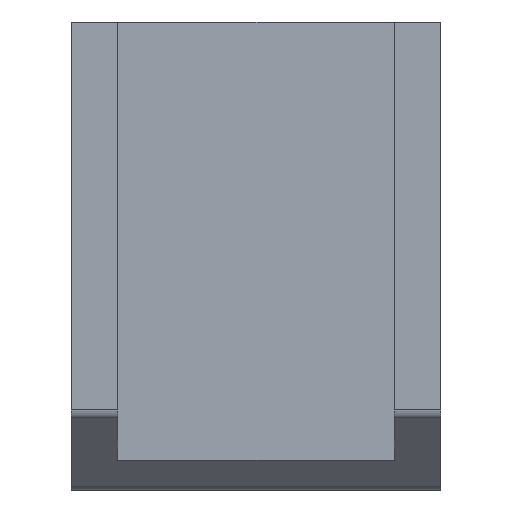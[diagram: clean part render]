
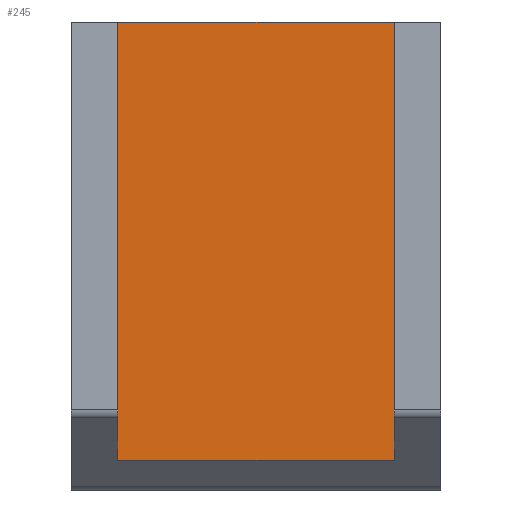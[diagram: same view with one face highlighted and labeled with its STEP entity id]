
A CAD part, front view. The second image highlights one B-rep face of the part: STEP entity #245.
In plain terms, the highlighted planar face has unit normal (0, -1, 0).
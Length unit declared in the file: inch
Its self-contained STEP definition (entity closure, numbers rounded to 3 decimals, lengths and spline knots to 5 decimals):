
#22=PLANE('',#278);
#35=FACE_OUTER_BOUND('',#48,.T.);
#48=EDGE_LOOP('',(#216,#217,#218,#219));
#58=LINE('',#370,#85);
#67=LINE('',#395,#94);
#72=LINE('',#406,#99);
#76=LINE('',#413,#103);
#85=VECTOR('',#298,0.3937);
#94=VECTOR('',#323,0.3937);
#99=VECTOR('',#334,0.3937);
#103=VECTOR('',#342,0.3937);
#119=VERTEX_POINT('',#367);
#120=VERTEX_POINT('',#369);
#128=VERTEX_POINT('',#393);
#131=VERTEX_POINT('',#405);
#142=EDGE_CURVE('',#120,#119,#58,.T.);
#155=EDGE_CURVE('',#119,#128,#67,.T.);
#160=EDGE_CURVE('',#131,#120,#72,.T.);
#164=EDGE_CURVE('',#128,#131,#76,.T.);
#216=ORIENTED_EDGE('',*,*,#142,.T.);
#217=ORIENTED_EDGE('',*,*,#155,.T.);
#218=ORIENTED_EDGE('',*,*,#164,.T.);
#219=ORIENTED_EDGE('',*,*,#160,.T.);
#245=ADVANCED_FACE('',(#35),#22,.F.);
#278=AXIS2_PLACEMENT_3D('',#412,#340,#341);
#298=DIRECTION('',(1.,0.,0.));
#323=DIRECTION('',(0.,0.,1.));
#334=DIRECTION('',(0.,0.,-1.));
#340=DIRECTION('center_axis',(0.,1.,0.));
#341=DIRECTION('ref_axis',(1.,0.,0.));
#342=DIRECTION('',(-1.,0.,0.));
#367=CARTESIAN_POINT('',(7.,0.,1.));
#369=CARTESIAN_POINT('',(1.,0.,1.));
#370=CARTESIAN_POINT('',(6.,0.,1.));
#393=CARTESIAN_POINT('',(7.,0.,10.5));
#395=CARTESIAN_POINT('',(7.,0.,7.875));
#405=CARTESIAN_POINT('',(1.,0.,10.5));
#406=CARTESIAN_POINT('',(1.,0.,2.625));
#412=CARTESIAN_POINT('Origin',(4.,0.,5.25));
#413=CARTESIAN_POINT('',(8.,0.,10.5));
